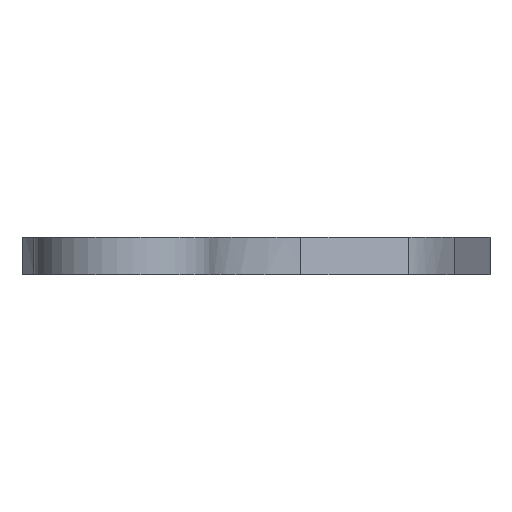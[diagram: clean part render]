
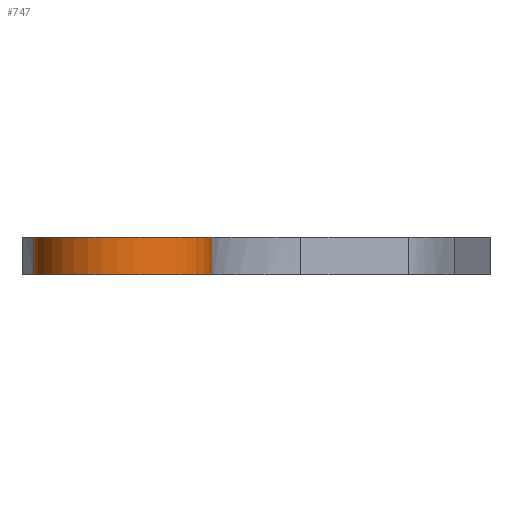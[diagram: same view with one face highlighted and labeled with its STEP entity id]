
A CAD part, left-side view. The second image highlights one B-rep face of the part: STEP entity #747.
In plain terms, the highlighted cylindrical face has radius 15 mm (diameter 30 mm), a partial arc.
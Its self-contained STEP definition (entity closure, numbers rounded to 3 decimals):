
#24=CYLINDRICAL_SURFACE('',#804,15.);
#47=CIRCLE('',#771,15.);
#55=CIRCLE('',#780,15.);
#108=FACE_OUTER_BOUND('',#162,.T.);
#162=EDGE_LOOP('',(#676,#677,#678,#679));
#218=LINE('',#2515,#269);
#225=LINE('',#2709,#276);
#269=VECTOR('',#901,10.);
#276=VECTOR('',#910,10.);
#322=VERTEX_POINT('',#1428);
#323=VERTEX_POINT('',#1444);
#350=VERTEX_POINT('',#1746);
#351=VERTEX_POINT('',#1762);
#396=EDGE_CURVE('',#322,#323,#47,.T.);
#426=EDGE_CURVE('',#350,#351,#55,.T.);
#468=EDGE_CURVE('',#323,#350,#218,.T.);
#475=EDGE_CURVE('',#322,#351,#225,.T.);
#676=ORIENTED_EDGE('',*,*,#475,.T.);
#677=ORIENTED_EDGE('',*,*,#426,.F.);
#678=ORIENTED_EDGE('',*,*,#468,.F.);
#679=ORIENTED_EDGE('',*,*,#396,.F.);
#747=ADVANCED_FACE('',(#108),#24,.T.);
#771=AXIS2_PLACEMENT_3D('',#1445,#821,#822);
#780=AXIS2_PLACEMENT_3D('',#1763,#850,#851);
#804=AXIS2_PLACEMENT_3D('',#2832,#933,#934);
#821=DIRECTION('center_axis',(0.,0.,1.));
#822=DIRECTION('ref_axis',(1.,0.,0.));
#850=DIRECTION('center_axis',(0.,0.,-1.));
#851=DIRECTION('ref_axis',(1.,0.,0.));
#901=DIRECTION('',(0.,0.,-1.));
#910=DIRECTION('',(0.,0.,-1.));
#933=DIRECTION('center_axis',(0.,0.,-1.));
#934=DIRECTION('ref_axis',(-0.973,0.231,0.));
#1428=CARTESIAN_POINT('',(37.776,131.427,6.3));
#1444=CARTESIAN_POINT('',(31.171,103.646,6.3));
#1445=CARTESIAN_POINT('Origin',(30.,118.6,6.3));
#1746=CARTESIAN_POINT('',(31.171,103.646,0.));
#1762=CARTESIAN_POINT('',(37.776,131.427,0.));
#1763=CARTESIAN_POINT('Origin',(30.,118.6,0.));
#2515=CARTESIAN_POINT('',(31.171,103.646,6.3));
#2709=CARTESIAN_POINT('',(37.776,131.427,6.3));
#2832=CARTESIAN_POINT('Origin',(30.,118.6,6.3));
